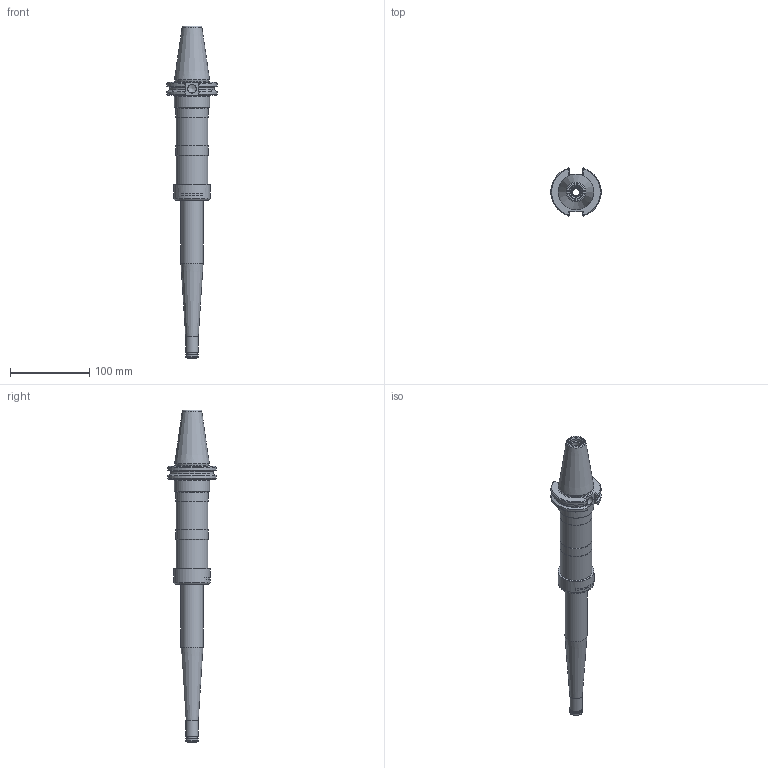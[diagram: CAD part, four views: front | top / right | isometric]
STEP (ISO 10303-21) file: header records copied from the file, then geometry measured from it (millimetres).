
FILE_DESCRIPTION(/* description */ (''),/* implementation_level */ '2;1');
FILE_NAME(/* name */ '884371181.stp',/* time_stamp */ '2023-03-15T12:09:24',/* author */ ('Ratnasingam Jekanthan'),/* organization */ ('REGO-FIX'),/* preprocessor_version */ ' Unknown',/* originating_system */ 'SIEMENS PLM Software Solid Edge ST10',/* authorization */ 'Unknown');
FILE_SCHEMA (('AUTOMOTIVE_DESIGN { 1 0 10303 214 2 1 1}'));
Length unit declared in the file: millimetre
Products named in the file (1): NOCUT
Bounding box: 63.28 x 60.79 x 419.85 mm (x, y, z)
Volume: 333527.7 mm3; surface area: 70655.8 mm2
Topology: 1 solids, 3 shells, 159 faces, 380 edges, 238 vertices
Faces by surface type: plane 47, cone 43, cylinder 37, torus 24, bspline 8
Full cylindrical faces by diameter (mm): 9 x1, 10 x2, 10.7 x1, 13 x1, 13.53 x2, 16 x2, 16.5 x1, 23.8 x1, 24.7 x1, 25 x1, 28 x1, 29 x1, 33 x1, 34 x1, 38.376 x1, 40 x2, 40.05 x1, 40.5 x2, 43.3 x1, 44.45 x1, 45.65 x1
Entity records: 5289 total; most frequent: CARTESIAN_POINT 961, DIRECTION 649, ORIENTED_EDGE 558, AXIS2_PLACEMENT_3D 288, EDGE_CURVE 279, FACE_BOUND 258, EDGE_LOOP 257, VERTEX_POINT 219
